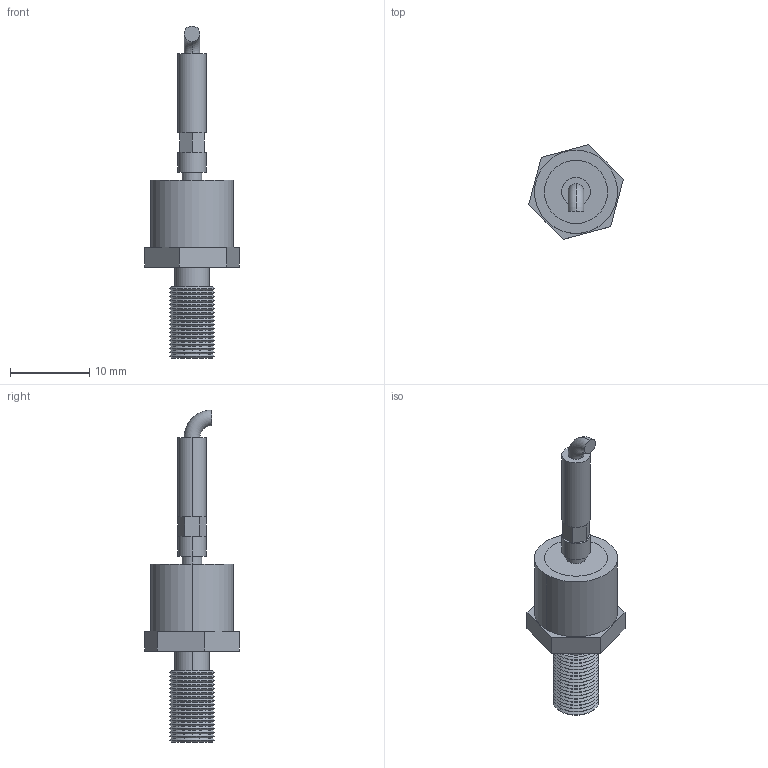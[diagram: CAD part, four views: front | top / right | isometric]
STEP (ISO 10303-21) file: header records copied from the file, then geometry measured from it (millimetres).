
FILE_DESCRIPTION((''),'2;1');
FILE_NAME('SIEMENS_CASE E 9_Part1.stp','2011-10-03T11:15:26',(''),(''),'Mechanical Desktop 2011','Mechanical Desktop 2011',', , ');
FILE_SCHEMA(('AUTOMOTIVE_DESIGN { 1 2 10303 214 1 1 1 1 }'));
Length unit declared in the file: millimetre
Products named in the file (1): Product
Bounding box: 11.98 x 11.98 x 42 mm (x, y, z)
Volume: 1407.1 mm3; surface area: 2529.2 mm2
Topology: 27 solids, 27 shells, 154 faces, 266 edges, 168 vertices
Faces by surface type: cone 72, plane 66, cylinder 14, torus 2
Entity records: 3723 total; most frequent: DIRECTION 720, CARTESIAN_POINT 589, ORIENTED_EDGE 532, AXIS2_PLACEMENT_3D 299, EDGE_CURVE 266, VERTEX_POINT 166, EDGE_LOOP 156, FACE_OUTER_BOUND 154
